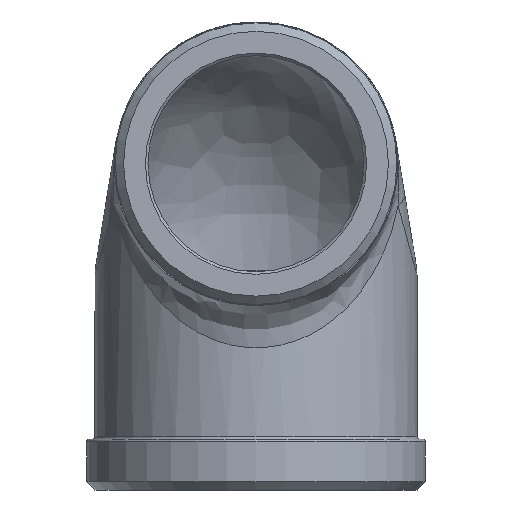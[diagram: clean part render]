
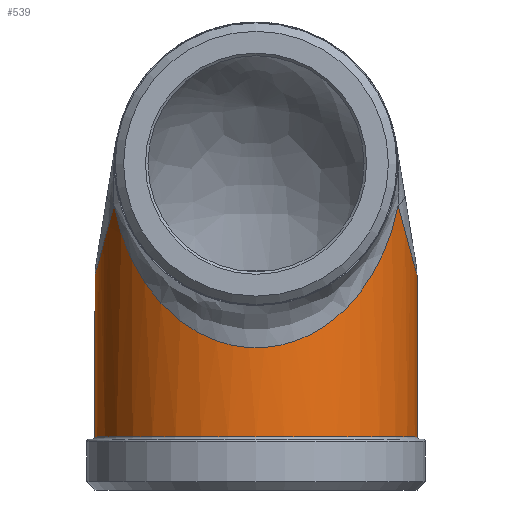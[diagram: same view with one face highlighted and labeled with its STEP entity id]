
A CAD part, left-side view. The second image highlights one B-rep face of the part: STEP entity #539.
In plain terms, the highlighted cylindrical face has radius 19 mm (diameter 38 mm), a full revolution.
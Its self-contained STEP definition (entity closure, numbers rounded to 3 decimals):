
#48=B_SPLINE_CURVE_WITH_KNOTS('',3,(#805,#806,#807,#808,#809,#810,#811,
#812,#813,#814,#815,#816,#817,#818,#819,#820,#821,#822,#823,#824,#825,#826,
#827,#828,#829,#830,#831,#832,#833,#834,#835,#836,#837,#838,#839,#840,#841,
#842,#843,#844,#845,#846,#847,#848,#849,#850,#851,#852,#853,#854,#855,#856,
#857,#858,#859,#860,#861,#862,#863,#864,#865),.UNSPECIFIED.,.F.,.F.,(4,
3,3,3,3,3,3,3,3,3,3,3,3,3,3,3,3,3,3,3,4),(-18.164,-18.093,
-17.861,-17.276,-17.199,-16.692,
-16.316,-15.523,-15.515,-15.133,
-14.938,-14.726,-14.353,-14.075,
-13.963,-13.24,-13.184,-12.599,
-12.192,-12.015,-11.711),.UNSPECIFIED.);
#76=ELLIPSE('',#590,72.93,19.);
#77=ELLIPSE('',#592,72.93,19.);
#88=CYLINDRICAL_SURFACE('',#589,19.);
#108=FACE_BOUND('',#177,.T.);
#129=FACE_OUTER_BOUND('',#176,.T.);
#176=EDGE_LOOP('',(#393,#394,#395,#396));
#177=EDGE_LOOP('',(#397));
#239=CIRCLE('',#586,19.);
#241=CIRCLE('',#591,19.);
#268=VERTEX_POINT('',#792);
#270=VERTEX_POINT('',#798);
#271=VERTEX_POINT('',#799);
#272=VERTEX_POINT('',#801);
#273=VERTEX_POINT('',#803);
#317=EDGE_CURVE('',#268,#268,#239,.T.);
#319=EDGE_CURVE('',#270,#271,#76,.T.);
#320=EDGE_CURVE('',#272,#270,#241,.T.);
#321=EDGE_CURVE('',#273,#272,#77,.T.);
#322=EDGE_CURVE('',#271,#273,#48,.T.);
#393=ORIENTED_EDGE('',*,*,#319,.F.);
#394=ORIENTED_EDGE('',*,*,#320,.F.);
#395=ORIENTED_EDGE('',*,*,#321,.F.);
#396=ORIENTED_EDGE('',*,*,#322,.F.);
#397=ORIENTED_EDGE('',*,*,#317,.F.);
#539=ADVANCED_FACE('',(#129,#108),#88,.T.);
#586=AXIS2_PLACEMENT_3D('',#793,#656,#657);
#589=AXIS2_PLACEMENT_3D('',#797,#662,#663);
#590=AXIS2_PLACEMENT_3D('',#800,#664,#665);
#591=AXIS2_PLACEMENT_3D('',#802,#666,#667);
#592=AXIS2_PLACEMENT_3D('',#804,#668,#669);
#656=DIRECTION('center_axis',(0.,0.,-1.));
#657=DIRECTION('ref_axis',(-1.,0.,0.));
#662=DIRECTION('center_axis',(0.,0.,1.));
#663=DIRECTION('ref_axis',(1.,0.,0.));
#664=DIRECTION('center_axis',(0.,0.965,0.261));
#665=DIRECTION('ref_axis',(0.,0.261,-0.965));
#666=DIRECTION('center_axis',(0.,0.,1.));
#667=DIRECTION('ref_axis',(1.,0.,0.));
#668=DIRECTION('center_axis',(0.,-0.965,
0.261));
#669=DIRECTION('ref_axis',(0.,-0.261,-0.965));
#792=CARTESIAN_POINT('',(19.,0.,-32.2));
#793=CARTESIAN_POINT('Origin',(0.,0.,-32.2));
#797=CARTESIAN_POINT('Origin',(0.,0.,-22.538));
#798=CARTESIAN_POINT('',(2.492,18.836,-12.576));
#799=CARTESIAN_POINT('',(-8.952,16.759,-4.88));
#800=CARTESIAN_POINT('Origin',(0.,0.,57.228));
#801=CARTESIAN_POINT('',(2.492,-18.836,-12.575));
#802=CARTESIAN_POINT('Origin',(0.,0.,-12.576));
#803=CARTESIAN_POINT('',(-8.952,-16.759,-4.88));
#804=CARTESIAN_POINT('Origin',(0.,0.,57.228));
#805=CARTESIAN_POINT('Ctrl Pts',(-8.952,16.759,-4.88));
#806=CARTESIAN_POINT('Ctrl Pts',(-9.025,16.72,-5.093));
#807=CARTESIAN_POINT('Ctrl Pts',(-9.101,16.679,-5.305));
#808=CARTESIAN_POINT('Ctrl Pts',(-9.18,16.635,-5.514));
#809=CARTESIAN_POINT('Ctrl Pts',(-9.435,16.494,-6.192));
#810=CARTESIAN_POINT('Ctrl Pts',(-9.72,16.329,-6.847));
#811=CARTESIAN_POINT('Ctrl Pts',(-10.018,16.145,-7.482));
#812=CARTESIAN_POINT('Ctrl Pts',(-10.769,15.679,-9.085));
#813=CARTESIAN_POINT('Ctrl Pts',(-11.598,15.089,-10.554));
#814=CARTESIAN_POINT('Ctrl Pts',(-12.426,14.373,-11.928));
#815=CARTESIAN_POINT('Ctrl Pts',(-12.535,14.279,-12.109));
#816=CARTESIAN_POINT('Ctrl Pts',(-12.644,14.183,-12.289));
#817=CARTESIAN_POINT('Ctrl Pts',(-12.753,14.084,-12.467));
#818=CARTESIAN_POINT('Ctrl Pts',(-13.47,13.435,-13.637));
#819=CARTESIAN_POINT('Ctrl Pts',(-14.177,12.695,-14.73));
#820=CARTESIAN_POINT('Ctrl Pts',(-14.848,11.855,-15.739));
#821=CARTESIAN_POINT('Ctrl Pts',(-15.345,11.232,-16.487));
#822=CARTESIAN_POINT('Ctrl Pts',(-15.822,10.555,-17.189));
#823=CARTESIAN_POINT('Ctrl Pts',(-16.263,9.825,-17.831));
#824=CARTESIAN_POINT('Ctrl Pts',(-17.192,8.286,-19.183));
#825=CARTESIAN_POINT('Ctrl Pts',(-17.968,6.498,-20.277));
#826=CARTESIAN_POINT('Ctrl Pts',(-18.451,4.535,-20.955));
#827=CARTESIAN_POINT('Ctrl Pts',(-18.456,4.514,-20.962));
#828=CARTESIAN_POINT('Ctrl Pts',(-18.461,4.493,-20.969));
#829=CARTESIAN_POINT('Ctrl Pts',(-18.466,4.472,-20.977));
#830=CARTESIAN_POINT('Ctrl Pts',(-18.696,3.525,-21.299));
#831=CARTESIAN_POINT('Ctrl Pts',(-18.856,2.538,-21.525));
#832=CARTESIAN_POINT('Ctrl Pts',(-18.938,1.538,-21.638));
#833=CARTESIAN_POINT('Ctrl Pts',(-18.979,1.028,-21.695));
#834=CARTESIAN_POINT('Ctrl Pts',(-19.,0.514,-21.723));
#835=CARTESIAN_POINT('Ctrl Pts',(-19.,0.,
-21.723));
#836=CARTESIAN_POINT('Ctrl Pts',(-19.,-0.56,-21.722));
#837=CARTESIAN_POINT('Ctrl Pts',(-18.975,-1.119,-21.687));
#838=CARTESIAN_POINT('Ctrl Pts',(-18.926,-1.674,-21.619));
#839=CARTESIAN_POINT('Ctrl Pts',(-18.84,-2.648,-21.498));
#840=CARTESIAN_POINT('Ctrl Pts',(-18.678,-3.608,-21.276));
#841=CARTESIAN_POINT('Ctrl Pts',(-18.452,-4.531,-20.958));
#842=CARTESIAN_POINT('Ctrl Pts',(-18.282,-5.221,-20.72));
#843=CARTESIAN_POINT('Ctrl Pts',(-18.077,-5.89,-20.429));
#844=CARTESIAN_POINT('Ctrl Pts',(-17.841,-6.534,-20.095));
#845=CARTESIAN_POINT('Ctrl Pts',(-17.747,-6.792,-19.961));
#846=CARTESIAN_POINT('Ctrl Pts',(-17.647,-7.046,-19.82));
#847=CARTESIAN_POINT('Ctrl Pts',(-17.544,-7.295,-19.672));
#848=CARTESIAN_POINT('Ctrl Pts',(-16.871,-8.913,-18.715));
#849=CARTESIAN_POINT('Ctrl Pts',(-16.012,-10.344,-17.482));
#850=CARTESIAN_POINT('Ctrl Pts',(-15.069,-11.572,-16.071));
#851=CARTESIAN_POINT('Ctrl Pts',(-14.996,-11.667,-15.962));
#852=CARTESIAN_POINT('Ctrl Pts',(-14.923,-11.761,-15.852));
#853=CARTESIAN_POINT('Ctrl Pts',(-14.85,-11.853,-15.741));
#854=CARTESIAN_POINT('Ctrl Pts',(-14.077,-12.82,-14.579));
#855=CARTESIAN_POINT('Ctrl Pts',(-13.254,-13.658,-13.3));
#856=CARTESIAN_POINT('Ctrl Pts',(-12.427,-14.373,-11.927));
#857=CARTESIAN_POINT('Ctrl Pts',(-11.851,-14.871,-10.97));
#858=CARTESIAN_POINT('Ctrl Pts',(-11.273,-15.309,-9.966));
#859=CARTESIAN_POINT('Ctrl Pts',(-10.721,-15.686,-8.905));
#860=CARTESIAN_POINT('Ctrl Pts',(-10.48,-15.851,-8.441));
#861=CARTESIAN_POINT('Ctrl Pts',(-10.245,-16.004,-7.967));
#862=CARTESIAN_POINT('Ctrl Pts',(-10.017,-16.145,-7.482));
#863=CARTESIAN_POINT('Ctrl Pts',(-9.629,-16.386,-6.652));
#864=CARTESIAN_POINT('Ctrl Pts',(-9.262,-16.593,-5.788));
#865=CARTESIAN_POINT('Ctrl Pts',(-8.952,-16.759,-4.88));
